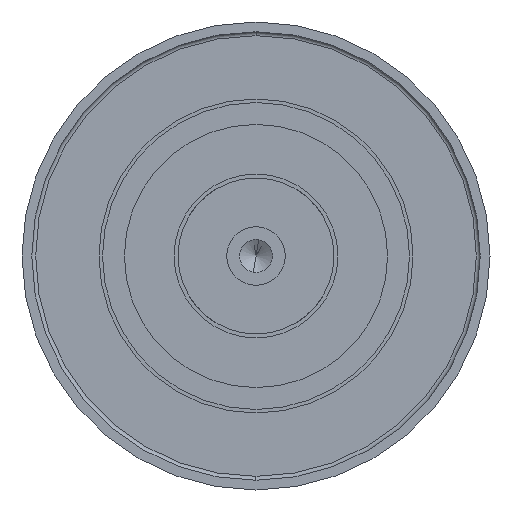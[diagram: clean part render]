
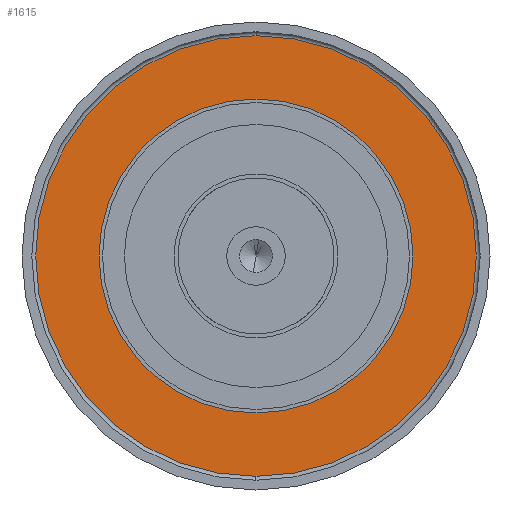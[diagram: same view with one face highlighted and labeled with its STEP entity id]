
A CAD part, left-side view. The second image highlights one B-rep face of the part: STEP entity #1615.
In plain terms, the highlighted planar face has unit normal (-1, 0, 0).
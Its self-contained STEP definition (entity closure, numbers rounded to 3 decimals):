
#13 = DIRECTION ( 'NONE',  ( 0., 0., 1. ) ) ;
#36 = ORIENTED_EDGE ( 'NONE', *, *, #979, .T. ) ;
#72 = CIRCLE ( 'NONE', #716, 11.3 ) ;
#91 = AXIS2_PLACEMENT_3D ( 'NONE', #1199, #305, #1355 ) ;
#112 = VERTEX_POINT ( 'NONE', #711 ) ;
#165 = EDGE_CURVE ( 'NONE', #112, #1387, #72, .T. ) ;
#201 = EDGE_LOOP ( 'NONE', ( #635, #36 ) ) ;
#202 = VERTEX_POINT ( 'NONE', #1851 ) ;
#211 = CIRCLE ( 'NONE', #91, 11.3 ) ;
#305 = DIRECTION ( 'NONE',  ( -1., 0., 0. ) ) ;
#371 = CARTESIAN_POINT ( 'NONE',  ( 9.5, 0., 7.9 ) ) ;
#403 = EDGE_CURVE ( 'NONE', #202, #1261, #1545, .T. ) ;
#405 = DIRECTION ( 'NONE',  ( 1., 0., 0. ) ) ;
#486 = CARTESIAN_POINT ( 'NONE',  ( 9.5, 0., 0. ) ) ;
#635 = ORIENTED_EDGE ( 'NONE', *, *, #165, .T. ) ;
#641 = DIRECTION ( 'NONE',  ( 0., 0., 1. ) ) ;
#663 = EDGE_CURVE ( 'NONE', #1261, #202, #1089, .T. ) ;
#711 = CARTESIAN_POINT ( 'NONE',  ( 9.5, 0., 11.3 ) ) ;
#713 = AXIS2_PLACEMENT_3D ( 'NONE', #1905, #405, #1459 ) ;
#716 = AXIS2_PLACEMENT_3D ( 'NONE', #486, #1544, #641 ) ;
#736 = DIRECTION ( 'NONE',  ( -1., 0., 0. ) ) ;
#920 = DIRECTION ( 'NONE',  ( -1., 0., 0. ) ) ;
#973 = AXIS2_PLACEMENT_3D ( 'NONE', #1818, #920, #13 ) ;
#979 = EDGE_CURVE ( 'NONE', #1387, #112, #211, .T. ) ;
#1001 = PLANE ( 'NONE',  #713 ) ;
#1089 = CIRCLE ( 'NONE', #1339, 7.9 ) ;
#1157 = ORIENTED_EDGE ( 'NONE', *, *, #663, .F. ) ;
#1199 = CARTESIAN_POINT ( 'NONE',  ( 9.5, 0., 0. ) ) ;
#1261 = VERTEX_POINT ( 'NONE', #371 ) ;
#1339 = AXIS2_PLACEMENT_3D ( 'NONE', #1642, #736, #1793 ) ;
#1355 = DIRECTION ( 'NONE',  ( 0., 0., 1. ) ) ;
#1387 = VERTEX_POINT ( 'NONE', #1608 ) ;
#1410 = ORIENTED_EDGE ( 'NONE', *, *, #403, .F. ) ;
#1459 = DIRECTION ( 'NONE',  ( 0., 0., -1. ) ) ;
#1504 = FACE_BOUND ( 'NONE', #1777, .T. ) ;
#1544 = DIRECTION ( 'NONE',  ( -1., 0., 0. ) ) ;
#1545 = CIRCLE ( 'NONE', #973, 7.9 ) ;
#1552 = FACE_OUTER_BOUND ( 'NONE', #201, .T. ) ;
#1608 = CARTESIAN_POINT ( 'NONE',  ( 9.5, 0., -11.3 ) ) ;
#1615 = ADVANCED_FACE ( 'NONE', ( #1504, #1552 ), #1001, .F. ) ;
#1642 = CARTESIAN_POINT ( 'NONE',  ( 9.5, 0., 0. ) ) ;
#1777 = EDGE_LOOP ( 'NONE', ( #1157, #1410 ) ) ;
#1793 = DIRECTION ( 'NONE',  ( 0., 0., 1. ) ) ;
#1818 = CARTESIAN_POINT ( 'NONE',  ( 9.5, 0., 0. ) ) ;
#1851 = CARTESIAN_POINT ( 'NONE',  ( 9.5, 0., -7.9 ) ) ;
#1905 = CARTESIAN_POINT ( 'NONE',  ( 9.5, 7.9, 0. ) ) ;
